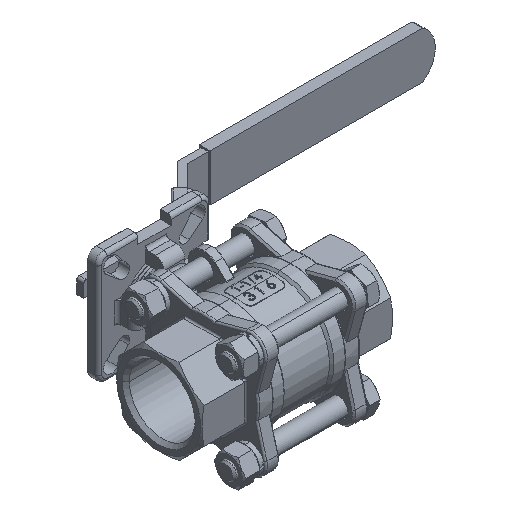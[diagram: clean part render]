
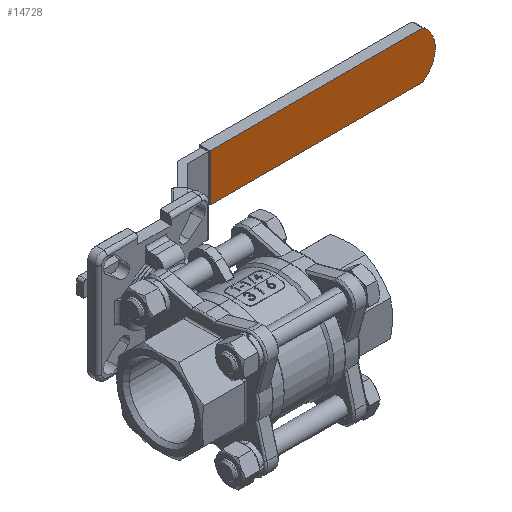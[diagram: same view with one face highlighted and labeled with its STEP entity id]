
A CAD part, isometric view. The second image highlights one B-rep face of the part: STEP entity #14728.
In plain terms, the highlighted face is planar.
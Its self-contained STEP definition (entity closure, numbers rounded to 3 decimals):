
#1056=CIRCLE('',#15909,16.);
#2909=ORIENTED_EDGE('',*,*,#6850,.F.);
#2910=ORIENTED_EDGE('',*,*,#6851,.F.);
#2911=ORIENTED_EDGE('',*,*,#6852,.F.);
#2912=ORIENTED_EDGE('',*,*,#6853,.F.);
#6850=EDGE_CURVE('',#8889,#8890,#10318,.T.);
#6851=EDGE_CURVE('',#8891,#8889,#10319,.T.);
#6852=EDGE_CURVE('',#8892,#8891,#10320,.T.);
#6853=EDGE_CURVE('',#8890,#8892,#1056,.T.);
#8889=VERTEX_POINT('',#22708);
#8890=VERTEX_POINT('',#22709);
#8891=VERTEX_POINT('',#22711);
#8892=VERTEX_POINT('',#22713);
#10318=LINE('',#22707,#11432);
#10319=LINE('',#22710,#11433);
#10320=LINE('',#22712,#11434);
#11432=VECTOR('',#18067,1000.);
#11433=VECTOR('',#18068,1000.);
#11434=VECTOR('',#18069,1000.);
#12407=EDGE_LOOP('',(#2909,#2910,#2911,#2912));
#13361=FACE_BOUND('',#12407,.T.);
#14207=PLANE('',#15908);
#14728=ADVANCED_FACE('',(#13361),#14207,.T.);
#15908=AXIS2_PLACEMENT_3D('',#22706,#18065,#18066);
#15909=AXIS2_PLACEMENT_3D('',#22714,#18070,#18071);
#18065=DIRECTION('',(0.,0.,-1.));
#18066=DIRECTION('',(-1.,0.,0.));
#18067=DIRECTION('',(1.,0.,0.));
#18068=DIRECTION('',(0.,-1.,0.));
#18069=DIRECTION('',(-1.,0.,0.));
#18070=DIRECTION('',(0.,0.,1.));
#18071=DIRECTION('',(-1.,0.,0.));
#22706=CARTESIAN_POINT('',(113.412,13.5,0.));
#22707=CARTESIAN_POINT('',(122.,0.,0.));
#22708=CARTESIAN_POINT('',(0.,0.,0.));
#22709=CARTESIAN_POINT('',(122.,0.,0.));
#22710=CARTESIAN_POINT('',(0.,0.,0.));
#22711=CARTESIAN_POINT('',(0.,27.,0.));
#22712=CARTESIAN_POINT('',(0.,27.,0.));
#22713=CARTESIAN_POINT('',(122.,27.,0.));
#22714=CARTESIAN_POINT('',(113.412,13.5,0.));
